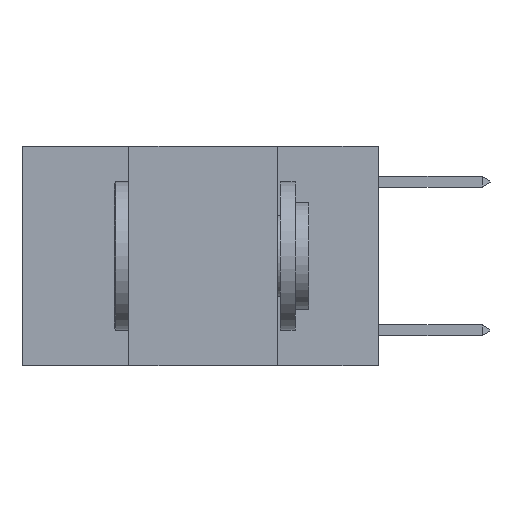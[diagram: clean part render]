
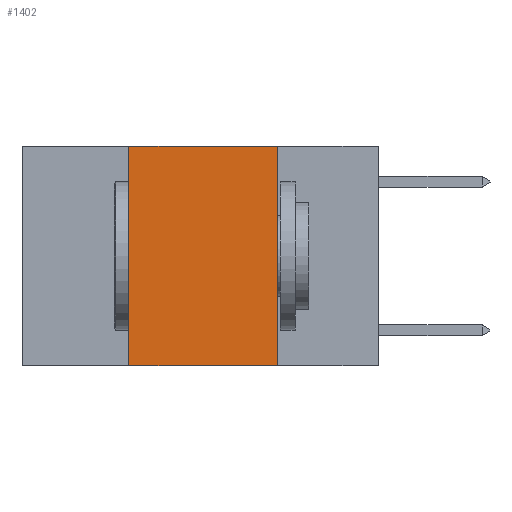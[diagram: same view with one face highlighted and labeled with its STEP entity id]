
A CAD part, left-side view. The second image highlights one B-rep face of the part: STEP entity #1402.
In plain terms, the highlighted planar face has unit normal (-1, 0, 0).
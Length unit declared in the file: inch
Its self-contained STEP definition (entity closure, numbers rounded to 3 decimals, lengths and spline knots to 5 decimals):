
#265 = LINE ( 'NONE', #7283, #11758 ) ;
#706 = EDGE_CURVE ( 'NONE', #1824, #12621, #265, .T. ) ;
#708 = ORIENTED_EDGE ( 'NONE', *, *, #11995, .F. ) ;
#1199 = VECTOR ( 'NONE', #9415, 39.37008 ) ;
#1402 = ADVANCED_FACE ( 'NONE', ( #4396 ), #9628, .F. ) ;
#1578 = CARTESIAN_POINT ( 'NONE',  ( 0., 0.6, -0.37 ) ) ;
#1597 = VECTOR ( 'NONE', #9109, 39.37008 ) ;
#1723 = CARTESIAN_POINT ( 'NONE',  ( 0., 0.42, 0. ) ) ;
#1824 = VERTEX_POINT ( 'NONE', #1723 ) ;
#1906 = ORIENTED_EDGE ( 'NONE', *, *, #706, .F. ) ;
#2227 = EDGE_LOOP ( 'NONE', ( #2723, #1906, #708, #7091 ) ) ;
#2723 = ORIENTED_EDGE ( 'NONE', *, *, #7772, .F. ) ;
#2805 = VERTEX_POINT ( 'NONE', #4291 ) ;
#4162 = CARTESIAN_POINT ( 'NONE',  ( 0., 0.17, 0. ) ) ;
#4291 = CARTESIAN_POINT ( 'NONE',  ( 0., 0.42, -0.37 ) ) ;
#4396 = FACE_OUTER_BOUND ( 'NONE', #2227, .T. ) ;
#5219 = VECTOR ( 'NONE', #10518, 39.37008 ) ;
#5727 = DIRECTION ( 'NONE',  ( 0., -1., 0. ) ) ;
#6605 = EDGE_CURVE ( 'NONE', #2805, #9571, #9773, .T. ) ;
#7091 = ORIENTED_EDGE ( 'NONE', *, *, #6605, .T. ) ;
#7283 = CARTESIAN_POINT ( 'NONE',  ( 0., 0.6, 0. ) ) ;
#7621 = CARTESIAN_POINT ( 'NONE',  ( 0., 0.17, -0.37 ) ) ;
#7772 = EDGE_CURVE ( 'NONE', #12621, #9571, #7984, .T. ) ;
#7838 = DIRECTION ( 'NONE',  ( 0., 0., -1. ) ) ;
#7984 = LINE ( 'NONE', #8035, #1597 ) ;
#8012 = DIRECTION ( 'NONE',  ( 1., 0., 0. ) ) ;
#8035 = CARTESIAN_POINT ( 'NONE',  ( 0., 0.17, 0. ) ) ;
#9109 = DIRECTION ( 'NONE',  ( 0., 0., -1. ) ) ;
#9415 = DIRECTION ( 'NONE',  ( 0., -1., 0. ) ) ;
#9571 = VERTEX_POINT ( 'NONE', #7621 ) ;
#9628 = PLANE ( 'NONE',  #9770 ) ;
#9770 = AXIS2_PLACEMENT_3D ( 'NONE', #10347, #8012, #7838 ) ;
#9773 = LINE ( 'NONE', #1578, #1199 ) ;
#10347 = CARTESIAN_POINT ( 'NONE',  ( 0., 0.6, 0. ) ) ;
#10518 = DIRECTION ( 'NONE',  ( 0., 0., 1. ) ) ;
#10566 = CARTESIAN_POINT ( 'NONE',  ( 0., 0.42, 0. ) ) ;
#11388 = LINE ( 'NONE', #10566, #5219 ) ;
#11758 = VECTOR ( 'NONE', #5727, 39.37008 ) ;
#11995 = EDGE_CURVE ( 'NONE', #2805, #1824, #11388, .T. ) ;
#12621 = VERTEX_POINT ( 'NONE', #4162 ) ;
